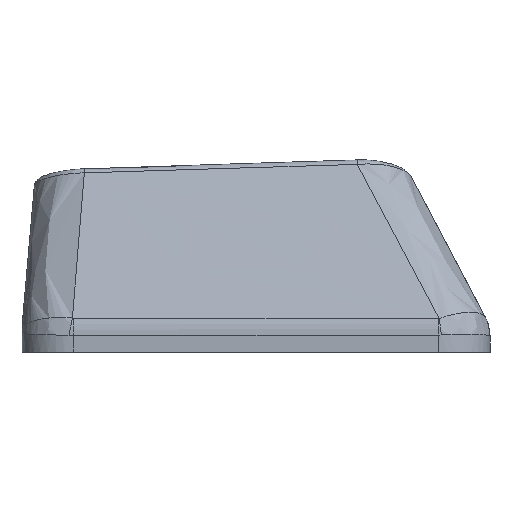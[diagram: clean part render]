
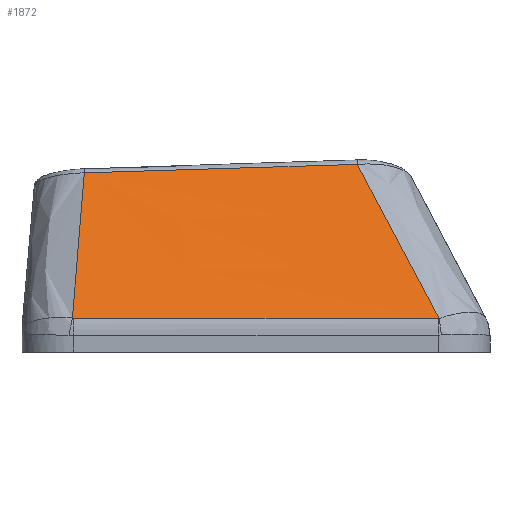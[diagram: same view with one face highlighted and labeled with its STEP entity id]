
A CAD part, left-side view. The second image highlights one B-rep face of the part: STEP entity #1872.
In plain terms, the highlighted free-form (B-spline) face has degree [3, 3] with [4, 4] control points.
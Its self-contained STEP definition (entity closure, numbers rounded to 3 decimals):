
#274=FACE_OUTER_BOUND('',#372,.T.);
#372=EDGE_LOOP('',(#1591,#1592,#1593,#1594,#1595,#1596));
#536=B_SPLINE_CURVE_WITH_KNOTS('',3,(#4204,#4205,#4206,#4207),
 .UNSPECIFIED.,.F.,.F.,(4,4),(0.,0.003),.UNSPECIFIED.);
#537=B_SPLINE_CURVE_WITH_KNOTS('',3,(#4225,#4226,#4227,#4228),
 .UNSPECIFIED.,.F.,.F.,(4,4),(-1.416,0.),.UNSPECIFIED.);
#540=B_SPLINE_CURVE_WITH_KNOTS('',3,(#4258,#4259,#4260,#4261),
 .UNSPECIFIED.,.F.,.F.,(4,4),(0.,0.004),
 .UNSPECIFIED.);
#551=B_SPLINE_CURVE_WITH_KNOTS('',3,(#4494,#4495,#4496,#4497),
 .UNSPECIFIED.,.F.,.F.,(4,4),(0.033,0.767),
 .UNSPECIFIED.);
#581=B_SPLINE_CURVE_WITH_KNOTS('',3,(#5050,#5051,#5052,#5053),
 .UNSPECIFIED.,.F.,.F.,(4,4),(0.,1.059),.UNSPECIFIED.);
#584=B_SPLINE_CURVE_WITH_KNOTS('',3,(#5126,#5127,#5128,#5129),
 .UNSPECIFIED.,.F.,.F.,(4,4),(-0.658,-0.025),
 .UNSPECIFIED.);
#748=VERTEX_POINT('',#4166);
#750=VERTEX_POINT('',#4197);
#752=VERTEX_POINT('',#4224);
#754=VERTEX_POINT('',#4251);
#770=VERTEX_POINT('',#4488);
#810=VERTEX_POINT('',#5048);
#992=EDGE_CURVE('',#748,#750,#536,.T.);
#993=EDGE_CURVE('',#750,#752,#537,.T.);
#998=EDGE_CURVE('',#752,#754,#540,.T.);
#1024=EDGE_CURVE('',#770,#748,#551,.T.);
#1087=EDGE_CURVE('',#810,#770,#581,.T.);
#1091=EDGE_CURVE('',#754,#810,#584,.T.);
#1591=ORIENTED_EDGE('',*,*,#992,.F.);
#1592=ORIENTED_EDGE('',*,*,#1024,.F.);
#1593=ORIENTED_EDGE('',*,*,#1087,.F.);
#1594=ORIENTED_EDGE('',*,*,#1091,.F.);
#1595=ORIENTED_EDGE('',*,*,#998,.F.);
#1596=ORIENTED_EDGE('',*,*,#993,.F.);
#1790=B_SPLINE_SURFACE_WITH_KNOTS('',3,3,((#5110,#5111,#5112,#5113),(#5114,
#5115,#5116,#5117),(#5118,#5119,#5120,#5121),(#5122,#5123,#5124,#5125)),
 .UNSPECIFIED.,.F.,.F.,.F.,(4,4),(4,4),(0.107,0.899),
(0.036,0.954),.UNSPECIFIED.);
#1872=ADVANCED_FACE('',(#274),#1790,.F.);
#4166=CARTESIAN_POINT('',(-8.935,-7.108,0.306));
#4197=CARTESIAN_POINT('',(-8.936,-7.08,0.305));
#4204=CARTESIAN_POINT('Ctrl Pts',(-8.935,-7.108,0.306));
#4205=CARTESIAN_POINT('Ctrl Pts',(-8.936,-7.099,0.305));
#4206=CARTESIAN_POINT('Ctrl Pts',(-8.936,-7.089,0.305));
#4207=CARTESIAN_POINT('Ctrl Pts',(-8.936,-7.08,0.305));
#4224=CARTESIAN_POINT('',(-8.92,7.081,0.319));
#4225=CARTESIAN_POINT('Ctrl Pts',(-8.936,-7.08,0.305));
#4226=CARTESIAN_POINT('Ctrl Pts',(-8.931,-2.359,0.309));
#4227=CARTESIAN_POINT('Ctrl Pts',(-8.926,2.361,0.314));
#4228=CARTESIAN_POINT('Ctrl Pts',(-8.92,7.081,0.319));
#4251=CARTESIAN_POINT('',(-8.918,7.125,0.322));
#4258=CARTESIAN_POINT('Ctrl Pts',(-8.92,7.081,0.319));
#4259=CARTESIAN_POINT('Ctrl Pts',(-8.92,7.096,0.319));
#4260=CARTESIAN_POINT('Ctrl Pts',(-8.919,7.111,0.32));
#4261=CARTESIAN_POINT('Ctrl Pts',(-8.918,7.125,0.322));
#4488=CARTESIAN_POINT('',(-6.097,-3.928,6.285));
#4494=CARTESIAN_POINT('Ctrl Pts',(-6.097,-3.928,6.285));
#4495=CARTESIAN_POINT('Ctrl Pts',(-7.045,-4.99,4.294));
#4496=CARTESIAN_POINT('Ctrl Pts',(-7.991,-6.05,2.3));
#4497=CARTESIAN_POINT('Ctrl Pts',(-8.935,-7.108,0.306));
#5048=CARTESIAN_POINT('',(-6.081,6.661,5.956));
#5050=CARTESIAN_POINT('Ctrl Pts',(-6.081,6.661,5.956));
#5051=CARTESIAN_POINT('Ctrl Pts',(-6.086,3.132,6.067));
#5052=CARTESIAN_POINT('Ctrl Pts',(-6.092,-0.398,
6.177));
#5053=CARTESIAN_POINT('Ctrl Pts',(-6.097,-3.928,6.285));
#5110=CARTESIAN_POINT('Ctrl Pts',(-6.081,7.031,5.944));
#5111=CARTESIAN_POINT('Ctrl Pts',(-7.033,7.062,4.058));
#5112=CARTESIAN_POINT('Ctrl Pts',(-7.984,7.094,2.172));
#5113=CARTESIAN_POINT('Ctrl Pts',(-8.936,7.125,0.286));
#5114=CARTESIAN_POINT('Ctrl Pts',(-6.081,3.26,6.073));
#5115=CARTESIAN_POINT('Ctrl Pts',(-7.033,2.967,4.146));
#5116=CARTESIAN_POINT('Ctrl Pts',(-7.984,2.674,2.219));
#5117=CARTESIAN_POINT('Ctrl Pts',(-8.936,2.381,0.292));
#5118=CARTESIAN_POINT('Ctrl Pts',(-6.081,-0.511,
6.203));
#5119=CARTESIAN_POINT('Ctrl Pts',(-7.033,-1.129,4.235));
#5120=CARTESIAN_POINT('Ctrl Pts',(-7.984,-1.747,2.266));
#5121=CARTESIAN_POINT('Ctrl Pts',(-8.936,-2.364,0.298));
#5122=CARTESIAN_POINT('Ctrl Pts',(-6.081,-4.282,6.332));
#5123=CARTESIAN_POINT('Ctrl Pts',(-7.033,-5.225,4.323));
#5124=CARTESIAN_POINT('Ctrl Pts',(-7.984,-6.167,2.314));
#5125=CARTESIAN_POINT('Ctrl Pts',(-8.936,-7.109,0.305));
#5126=CARTESIAN_POINT('Ctrl Pts',(-8.918,7.125,0.322));
#5127=CARTESIAN_POINT('Ctrl Pts',(-7.97,6.968,2.2));
#5128=CARTESIAN_POINT('Ctrl Pts',(-7.024,6.813,4.078));
#5129=CARTESIAN_POINT('Ctrl Pts',(-6.081,6.661,5.956));
